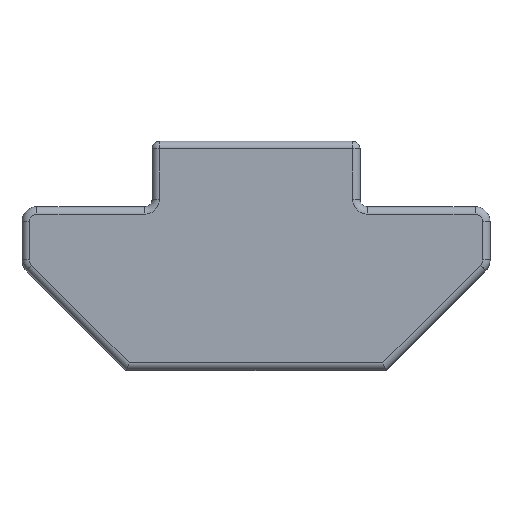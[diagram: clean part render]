
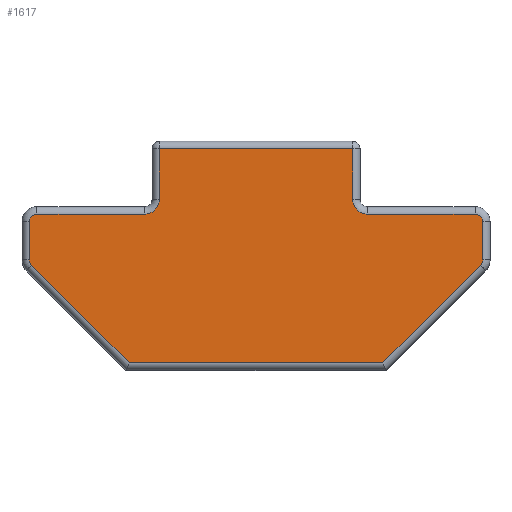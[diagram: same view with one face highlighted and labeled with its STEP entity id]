
A CAD part, top view. The second image highlights one B-rep face of the part: STEP entity #1617.
In plain terms, the highlighted planar face has unit normal (0, 0, 1).
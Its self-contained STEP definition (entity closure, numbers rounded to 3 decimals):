
#68 = EDGE_LOOP ( 'NONE', ( #1385, #1553, #700, #523, #389, #958, #359, #183, #541, #884, #1370, #479, #98, #149, #548, #1644 ) ) ;
#70 = VERTEX_POINT ( 'NONE', #298 ) ;
#72 = CIRCLE ( 'NONE', #986, 0.5 ) ;
#79 = CARTESIAN_POINT ( 'NONE',  ( 7.625, 5., 5. ) ) ;
#82 = VERTEX_POINT ( 'NONE', #1222 ) ;
#98 = ORIENTED_EDGE ( 'NONE', *, *, #139, .T. ) ;
#110 = AXIS2_PLACEMENT_3D ( 'NONE', #1543, #391, #1675 ) ;
#114 = VERTEX_POINT ( 'NONE', #160 ) ;
#139 = EDGE_CURVE ( 'NONE', #800, #969, #425, .T. ) ;
#149 = ORIENTED_EDGE ( 'NONE', *, *, #1098, .F. ) ;
#159 = CARTESIAN_POINT ( 'NONE',  ( 7.552, 3.53, 5. ) ) ;
#160 = CARTESIAN_POINT ( 'NONE',  ( -7.625, 3.707, 5. ) ) ;
#162 = VERTEX_POINT ( 'NONE', #1195 ) ;
#169 = LINE ( 'NONE', #1524, #905 ) ;
#183 = ORIENTED_EDGE ( 'NONE', *, *, #1261, .T. ) ;
#185 = CARTESIAN_POINT ( 'NONE',  ( 4.375, 0.25, 5. ) ) ;
#197 = AXIS2_PLACEMENT_3D ( 'NONE', #309, #1485, #1133 ) ;
#205 = AXIS2_PLACEMENT_3D ( 'NONE', #886, #1568, #386 ) ;
#222 = VERTEX_POINT ( 'NONE', #300 ) ;
#236 = VERTEX_POINT ( 'NONE', #315 ) ;
#245 = LINE ( 'NONE', #1291, #1610 ) ;
#251 = VERTEX_POINT ( 'NONE', #860 ) ;
#266 = DIRECTION ( 'NONE',  ( 0., 0., 1. ) ) ;
#273 = DIRECTION ( 'NONE',  ( -1., 0., 0. ) ) ;
#298 = CARTESIAN_POINT ( 'NONE',  ( 7.375, 5.25, 5. ) ) ;
#300 = CARTESIAN_POINT ( 'NONE',  ( -4.271, 0.25, 5. ) ) ;
#309 = CARTESIAN_POINT ( 'NONE',  ( 3.75, 5.75, 5. ) ) ;
#315 = CARTESIAN_POINT ( 'NONE',  ( 3.75, 5.25, 5. ) ) ;
#319 = EDGE_CURVE ( 'NONE', #222, #1295, #858, .T. ) ;
#353 = VECTOR ( 'NONE', #1414, 1000. ) ;
#359 = ORIENTED_EDGE ( 'NONE', *, *, #963, .T. ) ;
#367 = DIRECTION ( 'NONE',  ( 0.707, -0.707, 0. ) ) ;
#371 = LINE ( 'NONE', #1466, #427 ) ;
#376 = EDGE_CURVE ( 'NONE', #1295, #1410, #1043, .T. ) ;
#385 = CARTESIAN_POINT ( 'NONE',  ( 3.25, 7.45, 5. ) ) ;
#386 = DIRECTION ( 'NONE',  ( 1., 0., 0. ) ) ;
#389 = ORIENTED_EDGE ( 'NONE', *, *, #376, .T. ) ;
#391 = DIRECTION ( 'NONE',  ( 0., 0., 1. ) ) ;
#425 = LINE ( 'NONE', #1201, #1211 ) ;
#427 = VECTOR ( 'NONE', #696, 1000. ) ;
#479 = ORIENTED_EDGE ( 'NONE', *, *, #1034, .T. ) ;
#485 = DIRECTION ( 'NONE',  ( 0., 0., 1. ) ) ;
#509 = CARTESIAN_POINT ( 'NONE',  ( -7.375, 5.25, 5. ) ) ;
#523 = ORIENTED_EDGE ( 'NONE', *, *, #319, .T. ) ;
#526 = CARTESIAN_POINT ( 'NONE',  ( 3.5, 5.25, 5. ) ) ;
#535 = EDGE_CURVE ( 'NONE', #1410, #162, #1215, .T. ) ;
#541 = ORIENTED_EDGE ( 'NONE', *, *, #589, .T. ) ;
#543 = DIRECTION ( 'NONE',  ( 0., 1., 0. ) ) ;
#548 = ORIENTED_EDGE ( 'NONE', *, *, #1600, .T. ) ;
#558 = CARTESIAN_POINT ( 'NONE',  ( -3.25, 5.75, 5. ) ) ;
#589 = EDGE_CURVE ( 'NONE', #70, #236, #1337, .T. ) ;
#592 = DIRECTION ( 'NONE',  ( 1., 0., 0. ) ) ;
#644 = AXIS2_PLACEMENT_3D ( 'NONE', #699, #970, #1090 ) ;
#696 = DIRECTION ( 'NONE',  ( 0., -1., 0. ) ) ;
#699 = CARTESIAN_POINT ( 'NONE',  ( 7.375, 5., 5. ) ) ;
#700 = ORIENTED_EDGE ( 'NONE', *, *, #707, .T. ) ;
#707 = EDGE_CURVE ( 'NONE', #1408, #222, #1166, .T. ) ;
#708 = VERTEX_POINT ( 'NONE', #385 ) ;
#723 = DIRECTION ( 'NONE',  ( 0., 0., 1. ) ) ;
#748 = CIRCLE ( 'NONE', #110, 0.25 ) ;
#758 = EDGE_CURVE ( 'NONE', #1579, #708, #1310, .T. ) ;
#800 = VERTEX_POINT ( 'NONE', #1583 ) ;
#858 = LINE ( 'NONE', #185, #1390 ) ;
#860 = CARTESIAN_POINT ( 'NONE',  ( -3.75, 5.25, 5. ) ) ;
#870 = EDGE_CURVE ( 'NONE', #1021, #82, #1230, .T. ) ;
#884 = ORIENTED_EDGE ( 'NONE', *, *, #1384, .F. ) ;
#886 = CARTESIAN_POINT ( 'NONE',  ( 7.375, 3.707, 5. ) ) ;
#905 = VECTOR ( 'NONE', #1139, 1000. ) ;
#937 = DIRECTION ( 'NONE',  ( 1., 0., 0. ) ) ;
#954 = AXIS2_PLACEMENT_3D ( 'NONE', #1631, #723, #592 ) ;
#958 = ORIENTED_EDGE ( 'NONE', *, *, #535, .T. ) ;
#963 = EDGE_CURVE ( 'NONE', #162, #1473, #245, .T. ) ;
#967 = CARTESIAN_POINT ( 'NONE',  ( 7.552, 3.53, 5. ) ) ;
#969 = VERTEX_POINT ( 'NONE', #558 ) ;
#970 = DIRECTION ( 'NONE',  ( 0., 0., 1. ) ) ;
#982 = EDGE_CURVE ( 'NONE', #114, #1408, #748, .T. ) ;
#986 = AXIS2_PLACEMENT_3D ( 'NONE', #1184, #266, #937 ) ;
#1009 = VECTOR ( 'NONE', #1168, 1000. ) ;
#1021 = VERTEX_POINT ( 'NONE', #509 ) ;
#1024 = CARTESIAN_POINT ( 'NONE',  ( -3.5, 7.45, 5. ) ) ;
#1034 = EDGE_CURVE ( 'NONE', #708, #800, #1048, .T. ) ;
#1043 = LINE ( 'NONE', #159, #1650 ) ;
#1048 = LINE ( 'NONE', #1024, #1009 ) ;
#1090 = DIRECTION ( 'NONE',  ( 1., 0., 0. ) ) ;
#1098 = EDGE_CURVE ( 'NONE', #251, #969, #72, .T. ) ;
#1120 = PLANE ( 'NONE',  #954 ) ;
#1133 = DIRECTION ( 'NONE',  ( 1., 0., 0. ) ) ;
#1139 = DIRECTION ( 'NONE',  ( -1., 0., 0. ) ) ;
#1158 = CARTESIAN_POINT ( 'NONE',  ( 3.25, 7.7, 5. ) ) ;
#1164 = CARTESIAN_POINT ( 'NONE',  ( -4.198, 0.177, 5. ) ) ;
#1166 = LINE ( 'NONE', #1164, #1483 ) ;
#1168 = DIRECTION ( 'NONE',  ( -1., 0., 0. ) ) ;
#1184 = CARTESIAN_POINT ( 'NONE',  ( -3.75, 5.75, 5. ) ) ;
#1186 = CIRCLE ( 'NONE', #197, 0.5 ) ;
#1195 = CARTESIAN_POINT ( 'NONE',  ( 7.625, 3.707, 5. ) ) ;
#1201 = CARTESIAN_POINT ( 'NONE',  ( -3.25, 5.5, 5. ) ) ;
#1211 = VECTOR ( 'NONE', #1339, 1000. ) ;
#1215 = CIRCLE ( 'NONE', #205, 0.25 ) ;
#1216 = EDGE_CURVE ( 'NONE', #82, #114, #371, .T. ) ;
#1222 = CARTESIAN_POINT ( 'NONE',  ( -7.625, 5., 5. ) ) ;
#1228 = DIRECTION ( 'NONE',  ( 1., 0., 0. ) ) ;
#1230 = CIRCLE ( 'NONE', #1305, 0.25 ) ;
#1261 = EDGE_CURVE ( 'NONE', #1473, #70, #1484, .T. ) ;
#1268 = CARTESIAN_POINT ( 'NONE',  ( 3.25, 5.75, 5. ) ) ;
#1291 = CARTESIAN_POINT ( 'NONE',  ( 7.625, 5., 5. ) ) ;
#1295 = VERTEX_POINT ( 'NONE', #1585 ) ;
#1305 = AXIS2_PLACEMENT_3D ( 'NONE', #1519, #485, #1386 ) ;
#1310 = LINE ( 'NONE', #1158, #353 ) ;
#1337 = LINE ( 'NONE', #526, #1417 ) ;
#1339 = DIRECTION ( 'NONE',  ( 0., -1., 0. ) ) ;
#1369 = FACE_OUTER_BOUND ( 'NONE', #68, .T. ) ;
#1370 = ORIENTED_EDGE ( 'NONE', *, *, #758, .T. ) ;
#1384 = EDGE_CURVE ( 'NONE', #1579, #236, #1186, .T. ) ;
#1385 = ORIENTED_EDGE ( 'NONE', *, *, #1216, .T. ) ;
#1386 = DIRECTION ( 'NONE',  ( 1., 0., 0. ) ) ;
#1390 = VECTOR ( 'NONE', #1228, 1000. ) ;
#1408 = VERTEX_POINT ( 'NONE', #1477 ) ;
#1410 = VERTEX_POINT ( 'NONE', #967 ) ;
#1414 = DIRECTION ( 'NONE',  ( 0., 1., 0. ) ) ;
#1417 = VECTOR ( 'NONE', #273, 1000. ) ;
#1466 = CARTESIAN_POINT ( 'NONE',  ( -7.625, 3.707, 5. ) ) ;
#1473 = VERTEX_POINT ( 'NONE', #79 ) ;
#1477 = CARTESIAN_POINT ( 'NONE',  ( -7.552, 3.53, 5. ) ) ;
#1483 = VECTOR ( 'NONE', #367, 1000. ) ;
#1484 = CIRCLE ( 'NONE', #644, 0.25 ) ;
#1485 = DIRECTION ( 'NONE',  ( 0., 0., 1. ) ) ;
#1519 = CARTESIAN_POINT ( 'NONE',  ( -7.375, 5., 5. ) ) ;
#1524 = CARTESIAN_POINT ( 'NONE',  ( -7.375, 5.25, 5. ) ) ;
#1543 = CARTESIAN_POINT ( 'NONE',  ( -7.375, 3.707, 5. ) ) ;
#1553 = ORIENTED_EDGE ( 'NONE', *, *, #982, .T. ) ;
#1568 = DIRECTION ( 'NONE',  ( 0., 0., 1. ) ) ;
#1579 = VERTEX_POINT ( 'NONE', #1268 ) ;
#1583 = CARTESIAN_POINT ( 'NONE',  ( -3.25, 7.45, 5. ) ) ;
#1585 = CARTESIAN_POINT ( 'NONE',  ( 4.271, 0.25, 5. ) ) ;
#1588 = DIRECTION ( 'NONE',  ( 0.707, 0.707, 0. ) ) ;
#1600 = EDGE_CURVE ( 'NONE', #251, #1021, #169, .T. ) ;
#1610 = VECTOR ( 'NONE', #543, 1000. ) ;
#1617 = ADVANCED_FACE ( 'NONE', ( #1369 ), #1120, .T. ) ;
#1631 = CARTESIAN_POINT ( 'NONE',  ( 0., 0., 5. ) ) ;
#1644 = ORIENTED_EDGE ( 'NONE', *, *, #870, .T. ) ;
#1650 = VECTOR ( 'NONE', #1588, 1000. ) ;
#1675 = DIRECTION ( 'NONE',  ( 1., 0., 0. ) ) ;
